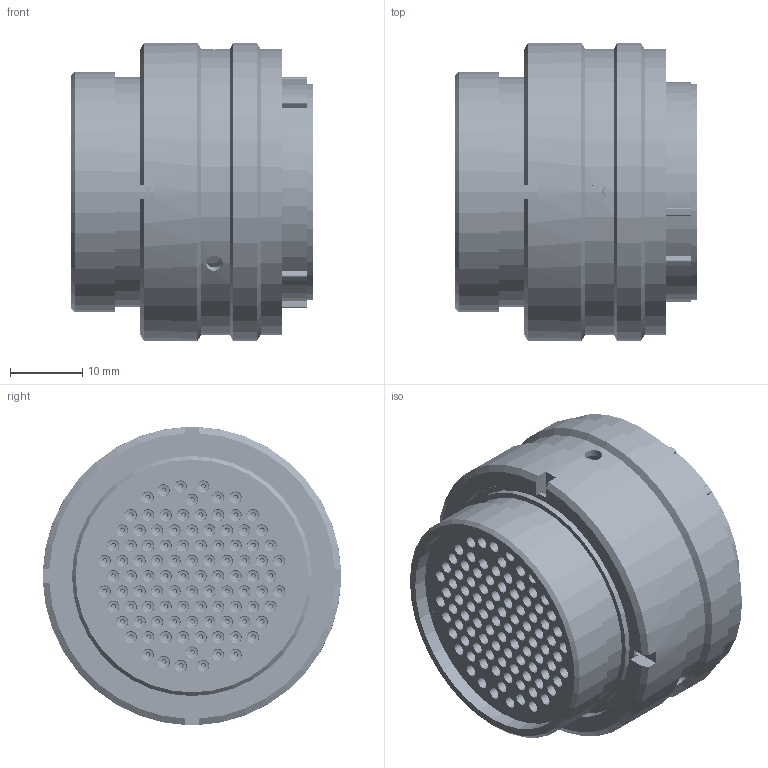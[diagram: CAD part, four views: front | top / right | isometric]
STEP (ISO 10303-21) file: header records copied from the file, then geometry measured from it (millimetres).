
FILE_DESCRIPTION (( 'STEP AP214' ), '1' );
FILE_NAME ('AS622-35SB.STEP', '2020-09-16T08:44:21', ( 'TE Connectivity' ), ( 'TE Connectivity' ), 'SwSTEP 2.0', 'SolidWorks 2016', '' );
FILE_SCHEMA (( 'AUTOMOTIVE_DESIGN' ));
Length unit declared in the file: millimetre
Products named in the file (1): AS622-35SB
Bounding box: 33.37 x 41.2 x 41.2 mm (x, y, z)
Volume: 25373.9 mm3; surface area: 34477.9 mm2
Topology: 10 solids, 10 shells, 5964 faces, 13190 edges, 7459 vertices
Faces by surface type: torus 2604, cylinder 1496, cone 1012, plane 839, bspline 9, sphere 4
Entity records: 238272 total; most frequent: CARTESIAN_POINT 38524, DIRECTION 31744, ORIENTED_EDGE 26360, AXIS2_PLACEMENT_3D 14382, EDGE_CURVE 13180, CIRCLE 8428, VERTEX_POINT 7453, EDGE_LOOP 6591
